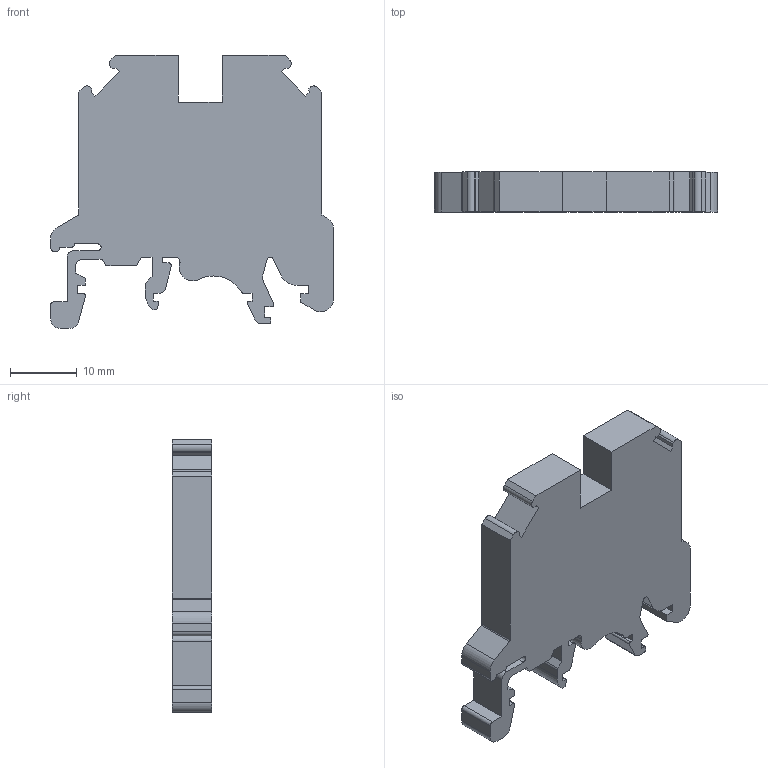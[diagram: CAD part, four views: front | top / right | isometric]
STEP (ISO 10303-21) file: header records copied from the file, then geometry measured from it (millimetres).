
FILE_DESCRIPTION(/* description */ ('Unknown'),/* implementation_level */ '2;1');
FILE_NAME(/* name */ 'DBK2.5H',/* time_stamp */ '2016-12-01T15:22:37+06:00',/* author */ ('Unknown'),/* organization */ ('Unknown'),/* preprocessor_version */ 'ST-DEVELOPER v16',/* originating_system */ 'DEX',/* authorisation */ $);
FILE_SCHEMA (('AUTOMOTIVE_DESIGN {1 0 10303 214 3 1 1}'));
Length unit declared in the file: millimetre
Products named in the file (1): Part4
Bounding box: 42.5 x 6 x 41 mm (x, y, z)
Volume: 7195.6 mm3; surface area: 3929.9 mm2
Topology: 1 solids, 1 shells, 114 faces, 336 edges, 224 vertices
Faces by surface type: plane 80, cylinder 34
Entity records: 3818 total; most frequent: CARTESIAN_POINT 675, ORIENTED_EDGE 672, DIRECTION 634, EDGE_CURVE 336, LINE 268, VECTOR 268, VERTEX_POINT 224, AXIS2_PLACEMENT_3D 183
